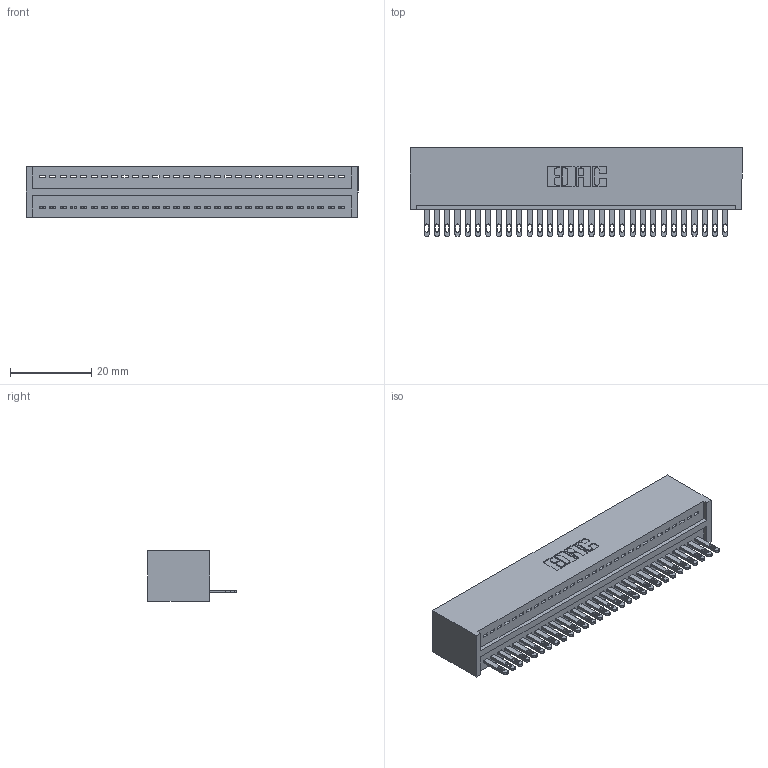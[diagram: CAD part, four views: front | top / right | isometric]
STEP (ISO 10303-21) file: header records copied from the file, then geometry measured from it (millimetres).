
FILE_DESCRIPTION (( 'STEP AP203' ), '1' );
FILE_NAME ('325-030-500-101.STEP', '2020-02-24T19:00:05', ( '' ), ( '' ), 'SwSTEP 2.0', 'SolidWorks 2016', '' );
FILE_SCHEMA (( 'CONFIG_CONTROL_DESIGN' ));
Length unit declared in the file: inch
Products named in the file (3): 325-292-001_325-293-100; 325 Part_Lugless; 325-030-500-101
Assembly tree (31 placements, depth 2):
  325-030-500-101
    325 Part_Lugless
    325-292-001_325-293-100  x30
Bounding box: 81.84 x 21.84 x 12.45 mm (x, y, z)
Volume: 10885.4 mm3; surface area: 12249.3 mm2
Topology: 31 solids, 31 shells, 1726 faces, 5327 edges, 3550 vertices
Faces by surface type: plane 1146, cylinder 580
Entity records: 19545 total; most frequent: CARTESIAN_POINT 3380, ORIENTED_EDGE 3346, DIRECTION 2869, EDGE_CURVE 1673, VECTOR 1549, LINE 1549, VERTEX_POINT 1114, AXIS2_PLACEMENT_3D 660
